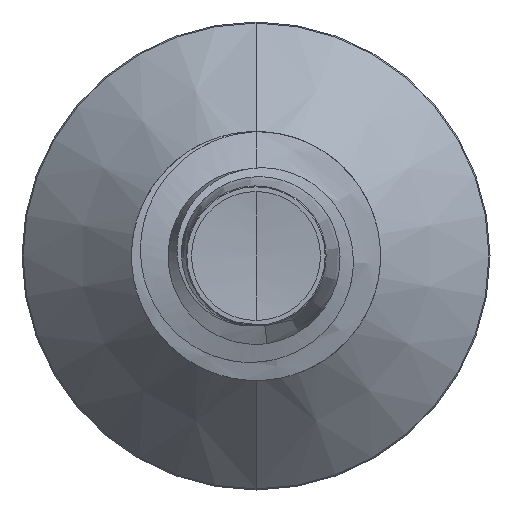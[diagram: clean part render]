
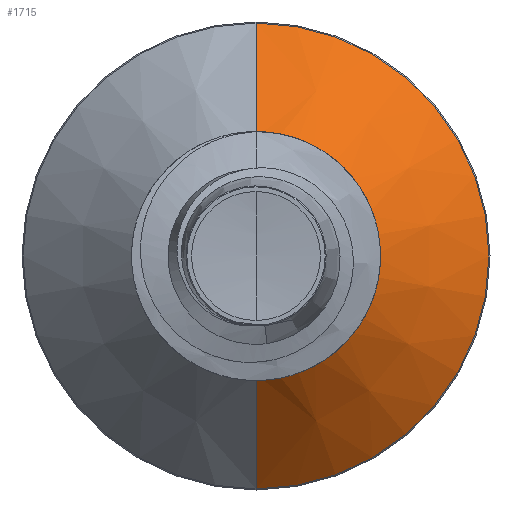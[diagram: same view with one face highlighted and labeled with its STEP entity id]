
A CAD part, front view. The second image highlights one B-rep face of the part: STEP entity #1715.
In plain terms, the highlighted conical face has half-angle 45 degrees and reference radius 1.189 mm.
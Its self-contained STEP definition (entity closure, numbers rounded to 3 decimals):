
#443 = EDGE_CURVE ( 'NONE', #11858, #7366, #12806, .T. ) ;
#711 = AXIS2_PLACEMENT_3D ( 'NONE', #10143, #10123, #8972 ) ;
#746 = AXIS2_PLACEMENT_3D ( 'NONE', #9906, #9901, #9886 ) ;
#775 = EDGE_CURVE ( 'NONE', #11858, #1262, #11877, .T. ) ;
#1262 = VERTEX_POINT ( 'NONE', #6163 ) ;
#1715 = ADVANCED_FACE ( 'NONE', ( #13763 ), #7333, .T. ) ;
#2417 = ORIENTED_EDGE ( 'NONE', *, *, #443, .T. ) ;
#4458 = DIRECTION ( 'NONE',  ( 0., 0., 1. ) ) ;
#4525 = DIRECTION ( 'NONE',  ( 0., 1., 0. ) ) ;
#5191 = CARTESIAN_POINT ( 'NONE',  ( 0., 8.289, 0. ) ) ;
#5726 = EDGE_CURVE ( 'NONE', #1262, #6461, #9675, .T. ) ;
#6163 = CARTESIAN_POINT ( 'NONE',  ( 0., 9.439, 2.339 ) ) ;
#6450 = EDGE_CURVE ( 'NONE', #7366, #6461, #11861, .T. ) ;
#6461 = VERTEX_POINT ( 'NONE', #9712 ) ;
#6787 = ORIENTED_EDGE ( 'NONE', *, *, #6450, .T. ) ;
#6969 = ORIENTED_EDGE ( 'NONE', *, *, #5726, .F. ) ;
#7333 = CONICAL_SURFACE ( 'NONE', #8831, 1.189, 0.785 ) ;
#7366 = VERTEX_POINT ( 'NONE', #12318 ) ;
#8831 = AXIS2_PLACEMENT_3D ( 'NONE', #5191, #4525, #4458 ) ;
#8902 = VECTOR ( 'NONE', #9655, 1000. ) ;
#8972 = DIRECTION ( 'NONE',  ( 0., 0., 1. ) ) ;
#9161 = ORIENTED_EDGE ( 'NONE', *, *, #775, .F. ) ;
#9655 = DIRECTION ( 'NONE',  ( 0., 0.707, -0.707 ) ) ;
#9669 = CARTESIAN_POINT ( 'NONE',  ( 0., 8.289, -1.189 ) ) ;
#9675 = CIRCLE ( 'NONE', #746, 2.339 ) ;
#9712 = CARTESIAN_POINT ( 'NONE',  ( 0., 9.439, -2.339 ) ) ;
#9886 = DIRECTION ( 'NONE',  ( 0., 0., 1. ) ) ;
#9901 = DIRECTION ( 'NONE',  ( 0., 1., 0. ) ) ;
#9906 = CARTESIAN_POINT ( 'NONE',  ( 0., 9.439, 0. ) ) ;
#10123 = DIRECTION ( 'NONE',  ( 0., 1., 0. ) ) ;
#10143 = CARTESIAN_POINT ( 'NONE',  ( 0., 8.289, 0. ) ) ;
#11205 = CARTESIAN_POINT ( 'NONE',  ( 0., 8.289, 1.189 ) ) ;
#11325 = CARTESIAN_POINT ( 'NONE',  ( 0., 8.289, 1.189 ) ) ;
#11858 = VERTEX_POINT ( 'NONE', #11325 ) ;
#11861 = LINE ( 'NONE', #9669, #8902 ) ;
#11877 = LINE ( 'NONE', #11205, #12204 ) ;
#12204 = VECTOR ( 'NONE', #13712, 1000. ) ;
#12318 = CARTESIAN_POINT ( 'NONE',  ( 0., 8.289, -1.189 ) ) ;
#12806 = CIRCLE ( 'NONE', #711, 1.189 ) ;
#13712 = DIRECTION ( 'NONE',  ( 0., 0.707, 0.707 ) ) ;
#13763 = FACE_OUTER_BOUND ( 'NONE', #14761, .T. ) ;
#14761 = EDGE_LOOP ( 'NONE', ( #2417, #6787, #6969, #9161 ) ) ;
